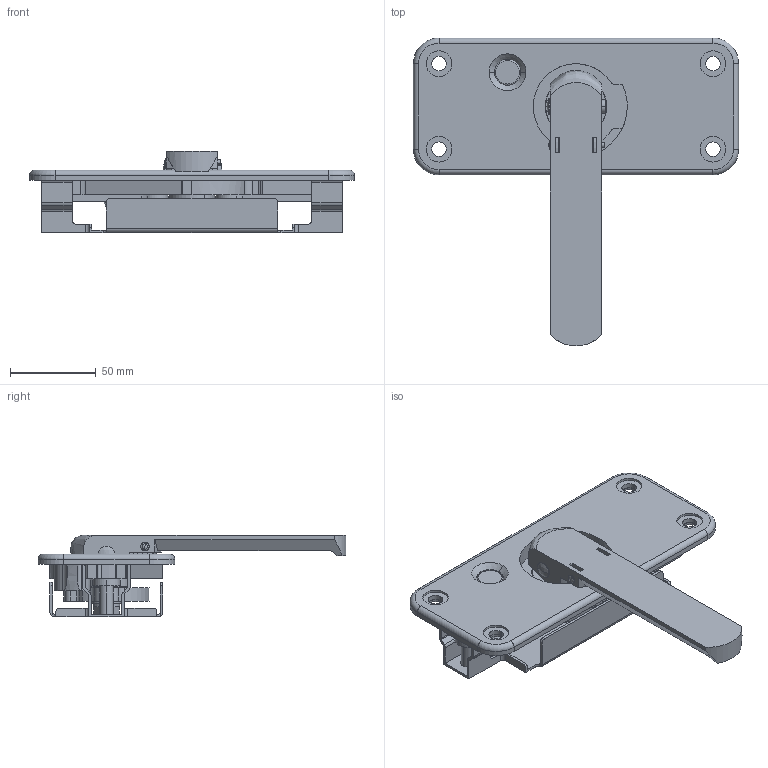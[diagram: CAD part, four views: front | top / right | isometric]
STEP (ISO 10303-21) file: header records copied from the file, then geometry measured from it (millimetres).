
FILE_DESCRIPTION (( 'STEP AP203' ), '1' );
FILE_NAME ('A-860N-2.STEP', '2020-03-02T06:53:46', ( '' ), ( '' ), 'SwSTEP 2.0', 'SolidWorks 2018', '' );
FILE_SCHEMA (( 'CONFIG_CONTROL_DESIGN' ));
Length unit declared in the file: millimetre
Products named in the file (15): スプリングワッシャーM8_JIS B 1251 No.2 8; A-860N-1ハンドル軸; 暯儚僢僔儍乕M8傒偑偒娵_t=1.2; A-860N-1取付板; A-860-1_回転板; A-860-1_カラー; 六角ボルト(M8)_M8×15; A-860N-1僗儔僀僪嬥嬶; A-860N-2; A-860N-1僇僔儊僺儞戝; A-860-1_アーム; A-860N-1ハンドル; A-860N-1僇僔儊僺儞彫; FA-810-C-2S_キャップ_; A-860N-1プレート
Assembly tree (15 placements, depth 2):
  A-860N-2
    A-860N-1プレート
    A-860N-1ハンドル
    A-860N-1取付板
    A-860N-1ハンドル軸
    A-860N-1僗儔僀僪嬥嬶
    A-860N-1僇僔儊僺儞戝
    A-860N-1僇僔儊僺儞彫
    A-860-1_回転板
    A-860-1_アーム  x2
    A-860-1_カラー
    暯儚僢僔儍乕M8傒偑偒娵_t=1.2
    スプリングワッシャーM8_JIS B 1251 No.2 8
    六角ボルト(M8)_M8×15
    FA-810-C-2S_キャップ_
Bounding box: 190 x 180 x 47.5 mm (x, y, z)
Volume: 194176.6 mm3; surface area: 117203.5 mm2
Topology: 15 solids, 15 shells, 590 faces, 1600 edges, 1054 vertices
Faces by surface type: cylinder 286, plane 265, cone 27, torus 7, sphere 4, bspline 1
Entity records: 20307 total; most frequent: CARTESIAN_POINT 3593, DIRECTION 3294, ORIENTED_EDGE 3122, EDGE_CURVE 1561, AXIS2_PLACEMENT_3D 1208, VERTEX_POINT 1028, LINE 878, VECTOR 878
